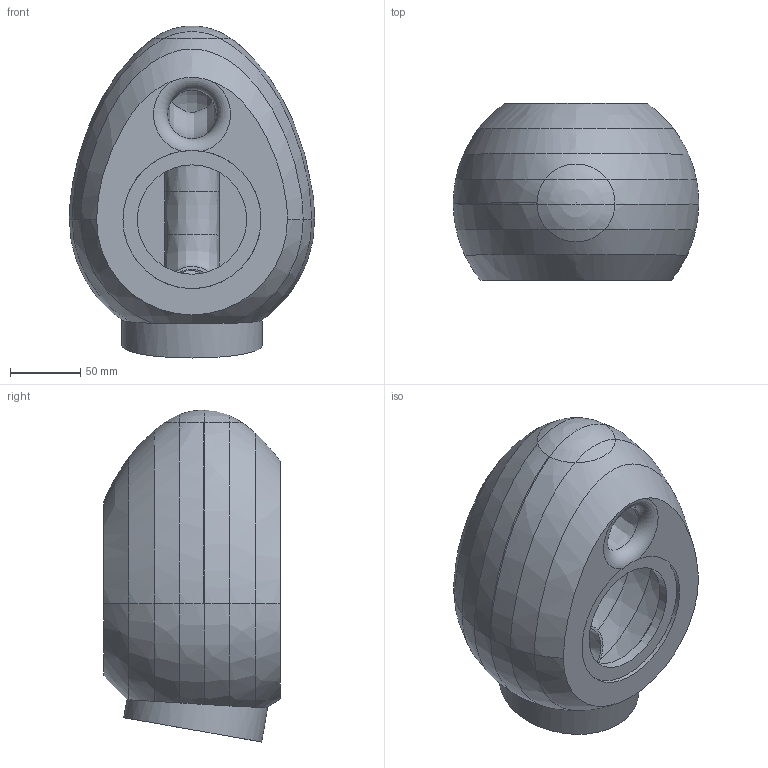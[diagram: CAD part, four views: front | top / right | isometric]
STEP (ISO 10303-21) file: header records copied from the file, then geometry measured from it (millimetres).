
FILE_DESCRIPTION(/* description */ (''),/* implementation_level */ '2;1');
FILE_NAME(/* name */ 'CNC-machined Wooden Egg Speaker.step',/* time_stamp */ '2021-05-20T20:43:50+02:00',/* author */ (''),/* organization */ (''),/* preprocessor_version */ 'ST-DEVELOPER v18.1',/* originating_system */ 'Autodesk Translation Framework v10.6.0.1341',/* authorisation */ '');
FILE_SCHEMA (('AUTOMOTIVE_DESIGN { 1 0 10303 214 3 1 1 }'));
Length unit declared in the file: millimetre
Products named in the file (1): Speaker
Bounding box: 174.99 x 126 x 236.75 mm (x, y, z)
Volume: 1002131.2 mm3; surface area: 333169.6 mm2
Topology: 10 solids, 10 shells, 78 faces, 198 edges, 136 vertices
Faces by surface type: bspline 28, sphere 23, plane 22, cylinder 4, torus 1
Full cylindrical faces by diameter (mm): 78 x1, 80 x1, 98.5 x1, 100 x1
Entity records: 10107 total; most frequent: CARTESIAN_POINT 8312, ORIENTED_EDGE 388, DIRECTION 310, EDGE_CURVE 194, AXIS2_PLACEMENT_3D 153, VERTEX_POINT 136, CIRCLE 102, EDGE_LOOP 98
